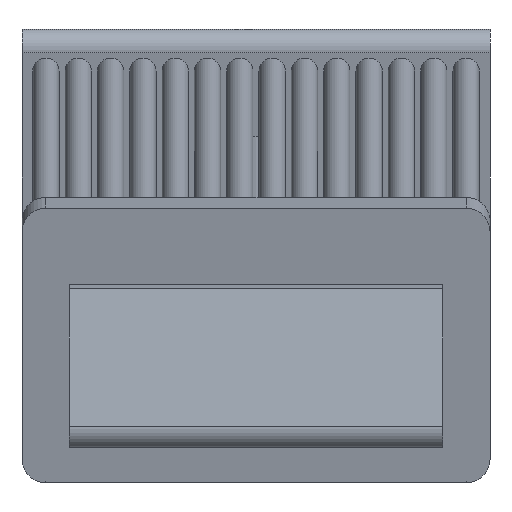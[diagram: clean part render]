
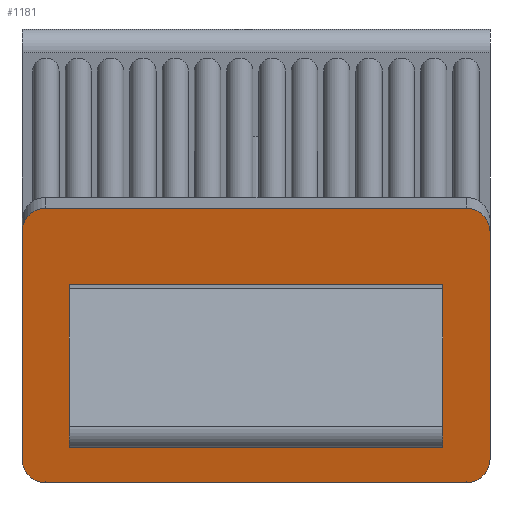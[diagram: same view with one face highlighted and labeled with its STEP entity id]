
A CAD part, front view. The second image highlights one B-rep face of the part: STEP entity #1181.
In plain terms, the highlighted planar face has unit normal (0, -0.974, -0.225).
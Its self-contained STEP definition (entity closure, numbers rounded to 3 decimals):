
#990 = VERTEX_POINT('',#991);
#991 = CARTESIAN_POINT('',(-4.39,-18.277,-4.714));
#997 = EDGE_CURVE('',#990,#998,#1000,.T.);
#998 = VERTEX_POINT('',#999);
#999 = CARTESIAN_POINT('',(4.39,-18.277,-4.714));
#1000 = LINE('',#1001,#1002);
#1001 = CARTESIAN_POINT('',(-4.39,-18.277,-4.714));
#1002 = VECTOR('',#1003,1.);
#1003 = DIRECTION('',(1.,0.,0.));
#1021 = VERTEX_POINT('',#1022);
#1022 = CARTESIAN_POINT('',(-4.89,-18.39,-4.227));
#1028 = EDGE_CURVE('',#1021,#990,#1029,.T.);
#1029 = CIRCLE('',#1030,0.5);
#1030 = AXIS2_PLACEMENT_3D('',#1031,#1032,#1033);
#1031 = CARTESIAN_POINT('',(-4.39,-18.39,-4.227));
#1032 = DIRECTION('',(0.,-0.974,-0.225));
#1033 = DIRECTION('',(1.,0.,0.));
#1046 = EDGE_CURVE('',#998,#1047,#1049,.T.);
#1047 = VERTEX_POINT('',#1048);
#1048 = CARTESIAN_POINT('',(4.89,-18.39,-4.227));
#1049 = CIRCLE('',#1050,0.5);
#1050 = AXIS2_PLACEMENT_3D('',#1051,#1052,#1053);
#1051 = CARTESIAN_POINT('',(4.39,-18.39,-4.227));
#1052 = DIRECTION('',(0.,-0.974,-0.225));
#1053 = DIRECTION('',(1.,0.,0.));
#1071 = VERTEX_POINT('',#1072);
#1072 = CARTESIAN_POINT('',(-4.89,-19.49,0.538));
#1078 = EDGE_CURVE('',#1071,#1021,#1079,.T.);
#1079 = LINE('',#1080,#1081);
#1080 = CARTESIAN_POINT('',(-4.89,-19.49,0.538));
#1081 = VECTOR('',#1082,1.);
#1082 = DIRECTION('',(0.,0.225,-0.974));
#1095 = EDGE_CURVE('',#1047,#1096,#1098,.T.);
#1096 = VERTEX_POINT('',#1097);
#1097 = CARTESIAN_POINT('',(4.89,-19.49,0.538));
#1098 = LINE('',#1099,#1100);
#1099 = CARTESIAN_POINT('',(4.89,-18.39,-4.227));
#1100 = VECTOR('',#1101,1.);
#1101 = DIRECTION('',(0.,-0.225,0.974));
#1119 = VERTEX_POINT('',#1120);
#1120 = CARTESIAN_POINT('',(-4.39,-19.602,1.025));
#1126 = EDGE_CURVE('',#1119,#1071,#1127,.T.);
#1127 = CIRCLE('',#1128,0.5);
#1128 = AXIS2_PLACEMENT_3D('',#1129,#1130,#1131);
#1129 = CARTESIAN_POINT('',(-4.39,-19.49,0.538));
#1130 = DIRECTION('',(0.,-0.974,-0.225));
#1131 = DIRECTION('',(1.,0.,0.));
#1144 = EDGE_CURVE('',#1096,#1145,#1147,.T.);
#1145 = VERTEX_POINT('',#1146);
#1146 = CARTESIAN_POINT('',(4.39,-19.602,1.025));
#1147 = CIRCLE('',#1148,0.5);
#1148 = AXIS2_PLACEMENT_3D('',#1149,#1150,#1151);
#1149 = CARTESIAN_POINT('',(4.39,-19.49,0.538));
#1150 = DIRECTION('',(0.,-0.974,-0.225));
#1151 = DIRECTION('',(1.,0.,0.));
#1169 = EDGE_CURVE('',#1145,#1119,#1170,.T.);
#1170 = LINE('',#1171,#1172);
#1171 = CARTESIAN_POINT('',(4.39,-19.602,1.025));
#1172 = VECTOR('',#1173,1.);
#1173 = DIRECTION('',(-1.,-0.,0.));
#1181 = ADVANCED_FACE('',(#1182,#1192),#1226,.F.);
#1182 = FACE_BOUND('',#1183,.F.);
#1183 = EDGE_LOOP('',(#1184,#1185,#1186,#1187,#1188,#1189,#1190,#1191));
#1184 = ORIENTED_EDGE('',*,*,#997,.F.);
#1185 = ORIENTED_EDGE('',*,*,#1028,.F.);
#1186 = ORIENTED_EDGE('',*,*,#1078,.F.);
#1187 = ORIENTED_EDGE('',*,*,#1126,.F.);
#1188 = ORIENTED_EDGE('',*,*,#1169,.F.);
#1189 = ORIENTED_EDGE('',*,*,#1144,.F.);
#1190 = ORIENTED_EDGE('',*,*,#1095,.F.);
#1191 = ORIENTED_EDGE('',*,*,#1046,.F.);
#1192 = FACE_BOUND('',#1193,.F.);
#1193 = EDGE_LOOP('',(#1194,#1204,#1212,#1220));
#1194 = ORIENTED_EDGE('',*,*,#1195,.F.);
#1195 = EDGE_CURVE('',#1196,#1198,#1200,.T.);
#1196 = VERTEX_POINT('',#1197);
#1197 = CARTESIAN_POINT('',(-3.9,-19.233,-0.573));
#1198 = VERTEX_POINT('',#1199);
#1199 = CARTESIAN_POINT('',(3.9,-19.233,-0.573));
#1200 = LINE('',#1201,#1202);
#1201 = CARTESIAN_POINT('',(-3.9,-19.233,-0.573));
#1202 = VECTOR('',#1203,1.);
#1203 = DIRECTION('',(1.,0.,0.));
#1204 = ORIENTED_EDGE('',*,*,#1205,.F.);
#1205 = EDGE_CURVE('',#1206,#1196,#1208,.T.);
#1206 = VERTEX_POINT('',#1207);
#1207 = CARTESIAN_POINT('',(-3.9,-18.502,-3.739));
#1208 = LINE('',#1209,#1210);
#1209 = CARTESIAN_POINT('',(-3.9,-18.502,-3.739));
#1210 = VECTOR('',#1211,1.);
#1211 = DIRECTION('',(0.,-0.225,0.974));
#1212 = ORIENTED_EDGE('',*,*,#1213,.T.);
#1213 = EDGE_CURVE('',#1206,#1214,#1216,.T.);
#1214 = VERTEX_POINT('',#1215);
#1215 = CARTESIAN_POINT('',(3.9,-18.502,-3.739));
#1216 = LINE('',#1217,#1218);
#1217 = CARTESIAN_POINT('',(-3.9,-18.502,-3.739));
#1218 = VECTOR('',#1219,1.);
#1219 = DIRECTION('',(1.,0.,0.));
#1220 = ORIENTED_EDGE('',*,*,#1221,.T.);
#1221 = EDGE_CURVE('',#1214,#1198,#1222,.T.);
#1222 = LINE('',#1223,#1224);
#1223 = CARTESIAN_POINT('',(3.9,-18.502,-3.739));
#1224 = VECTOR('',#1225,1.);
#1225 = DIRECTION('',(0.,-0.225,0.974));
#1226 = PLANE('',#1227);
#1227 = AXIS2_PLACEMENT_3D('',#1228,#1229,#1230);
#1228 = CARTESIAN_POINT('',(0.,-18.94,
    -1.844));
#1229 = DIRECTION('',(0.,0.974,0.225));
#1230 = DIRECTION('',(0.,-0.225,0.974));
